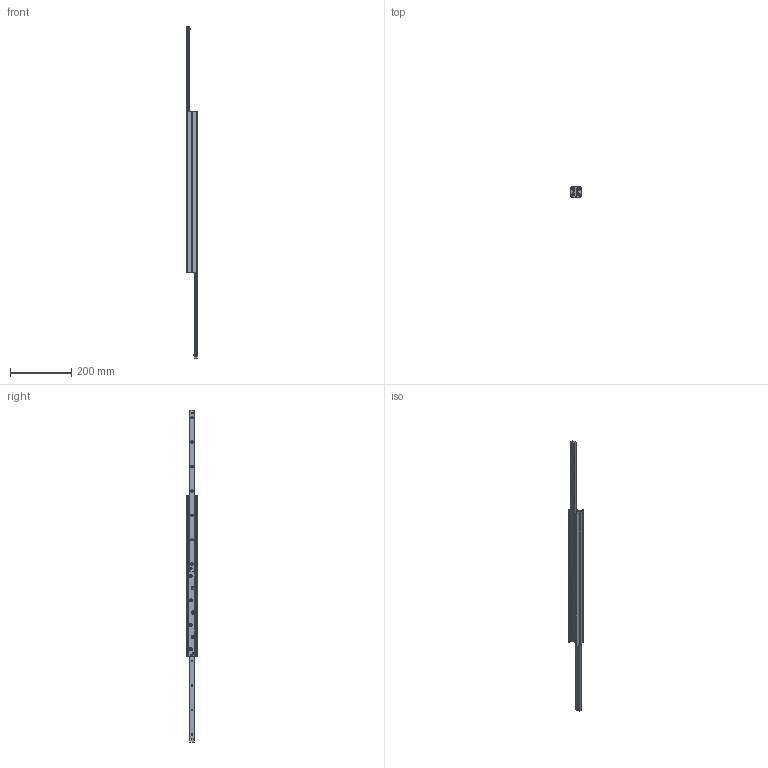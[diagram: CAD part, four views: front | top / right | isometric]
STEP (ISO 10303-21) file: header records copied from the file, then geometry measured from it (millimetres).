
FILE_DESCRIPTION((''),'2;1');
FILE_NAME('LCAH 35-0530.GG.stp','2011-04-04T10:29:53',('MKoza'),(''),'Autodesk Inventor 2009','Autodesk Inventor 2009','');
FILE_SCHEMA(('AUTOMOTIVE_DESIGN { 1 0 10303 214 1 1 1 1 }'));
Length unit declared in the file: millimetre
Products named in the file (8): LCAH 35.GG; LCH 35; LLMG 35; KF.LCA 35; AS.L 35 M5x3,2; VKB.L 35 5x10; AS.L 35 5x3,2; DIN 7337 - A5 x 8 x 4,5
Assembly tree (24 placements, depth 2):
  LCAH 35.GG
    LCH 35  x2
    LLMG 35  x2
    KF.LCA 35  x2
    AS.L 35 M5x3,2  x2
    VKB.L 35 5x10  x4
    AS.L 35 5x3,2  x4
    DIN 7337 - A5 x 8 x 4,5  x8
Bounding box: 34 x 35 x 1088 mm (x, y, z)
Volume: 389584.8 mm3; surface area: 244582.6 mm2
Topology: 24 solids, 24 shells, 442 faces, 1058 edges, 700 vertices
Faces by surface type: plane 198, bspline 126, cylinder 100, cone 10, torus 8
Full cylindrical faces by diameter (mm): 5 x18, 6 x6, 9.5 x8
Entity records: 6607 total; most frequent: CARTESIAN_POINT 2163, DIRECTION 856, ORIENTED_EDGE 780, EDGE_CURVE 390, AXIS2_PLACEMENT_3D 330, EDGE_LOOP 304, VERTEX_POINT 292, VECTOR 196
